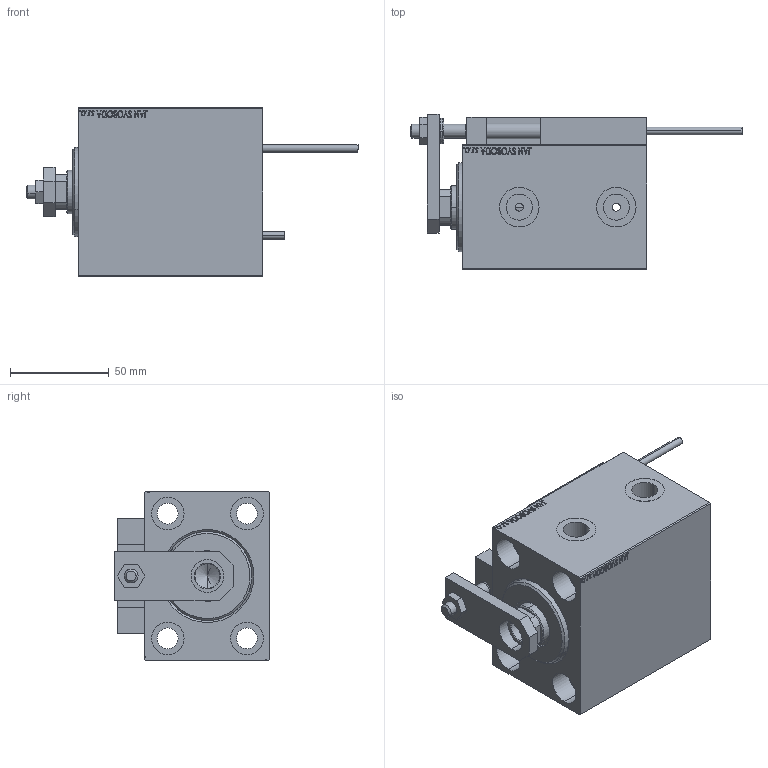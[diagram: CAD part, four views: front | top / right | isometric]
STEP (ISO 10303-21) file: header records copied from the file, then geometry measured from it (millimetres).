
FILE_DESCRIPTION (( 'STEP AP203' ), '1' );
FILE_NAME ('0e29.STEP', '2022-04-17T08:19:07', ( '' ), ( '' ), 'SwSTEP 2.0', 'SolidWorks 2019', '' );
FILE_SCHEMA (( 'CONFIG_CONTROL_DESIGN' ));
Length unit declared in the file: millimetre
Products named in the file (15): MAGNET 75045b5ffbff0d907a4bb73155c084e9; ALLEN BOLT D5 75045b5ffbff0d907a4bb73155c084e9; SWITCH X 75045b5ffbff0d907a4bb73155c084e9; ZARAZKA 75045b5ffbff0d907a4bb73155c084e9; TYC_L79 75045b5ffbff0d907a4bb73155c084e9; 0e29; V450CM_VC_B 75045b5ffbff0d907a4bb73155c084e9; V450CM_C_VCP 75045b5ffbff0d907a4bb73155c084e9; SWITCH_X_FRONT_BACK 75045b5ffbff0d907a4bb73155c084e9; SWITCH DIM B,W 75045b5ffbff0d907a4bb73155c084e9; ALLEN BOLT D8 75045b5ffbff0d907a4bb73155c084e9; KONCOVKA 75045b5ffbff0d907a4bb73155c084e9; V450CM_C_Body 75045b5ffbff0d907a4bb73155c084e9; Block 75045b5ffbff0d907a4bb73155c084e9; NUT_D12 75045b5ffbff0d907a4bb73155c084e9
Assembly tree (24 placements, depth 3):
  0e29
    V450CM_C_Body 75045b5ffbff0d907a4bb73155c084e9
    SWITCH X 75045b5ffbff0d907a4bb73155c084e9
      SWITCH_X_FRONT_BACK 75045b5ffbff0d907a4bb73155c084e9  x2
      TYC_L79 75045b5ffbff0d907a4bb73155c084e9
      Block 75045b5ffbff0d907a4bb73155c084e9  x2
      ALLEN BOLT D5 75045b5ffbff0d907a4bb73155c084e9  x4
      ALLEN BOLT D8 75045b5ffbff0d907a4bb73155c084e9  x4
      MAGNET 75045b5ffbff0d907a4bb73155c084e9  x2
      KONCOVKA 75045b5ffbff0d907a4bb73155c084e9  x2
    NUT_D12 75045b5ffbff0d907a4bb73155c084e9
    SWITCH DIM B,W 75045b5ffbff0d907a4bb73155c084e9
    ZARAZKA 75045b5ffbff0d907a4bb73155c084e9
    V450CM_C_VCP 75045b5ffbff0d907a4bb73155c084e9
    V450CM_VC_B 75045b5ffbff0d907a4bb73155c084e9
Bounding box: 167.7 x 78.5 x 85 mm (x, y, z)
Volume: 473904.4 mm3; surface area: 100873.4 mm2
Topology: 23 solids, 23 shells, 1296 faces, 3100 edges, 1983 vertices
Faces by surface type: plane 564, bspline 380, cylinder 198, cone 106, torus 44, sphere 4
Entity records: 50691 total; most frequent: CARTESIAN_POINT 26084, ORIENTED_EDGE 5220, DIRECTION 3538, EDGE_CURVE 2610, VERTEX_POINT 1707, VECTOR 1496, LINE 1496, EDGE_LOOP 1213
